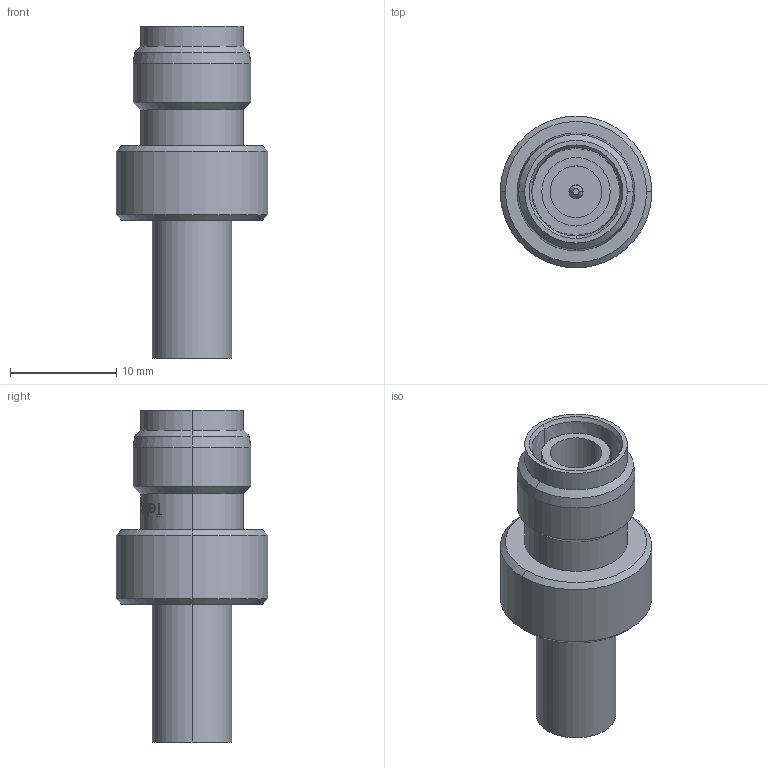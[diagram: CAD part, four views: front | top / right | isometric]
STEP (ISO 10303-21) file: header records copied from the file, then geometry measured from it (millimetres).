
FILE_DESCRIPTION (( 'STEP AP214' ), '1' );
FILE_NAME ('J01011R0006.STEP', '2019-07-05T06:28:18', ( '' ), ( '' ), 'SwSTEP 2.0', 'SolidWorks 2018', '' );
FILE_SCHEMA (( 'AUTOMOTIVE_DESIGN' ));
Length unit declared in the file: millimetre
Products named in the file (1): J01011R0006
Bounding box: 14.3 x 14.3 x 31.3 mm (x, y, z)
Volume: 2120.9 mm3; surface area: 1826.8 mm2
Topology: 1 solids, 1 shells, 212 faces, 527 edges, 344 vertices
Faces by surface type: bspline 83, plane 69, cylinder 38, cone 22
Entity records: 14037 total; most frequent: CARTESIAN_POINT 7319, ORIENTED_EDGE 1054, DIRECTION 644, EDGE_CURVE 527, VERTEX_POINT 344, B_SPLINE_CURVE_WITH_KNOTS 263, AXIS2_PLACEMENT_3D 250, EDGE_LOOP 239
